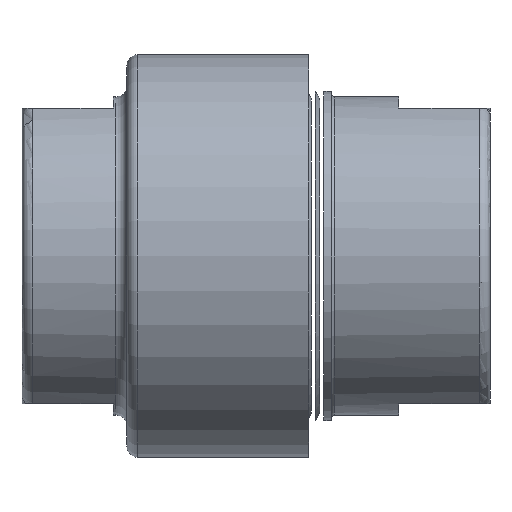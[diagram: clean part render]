
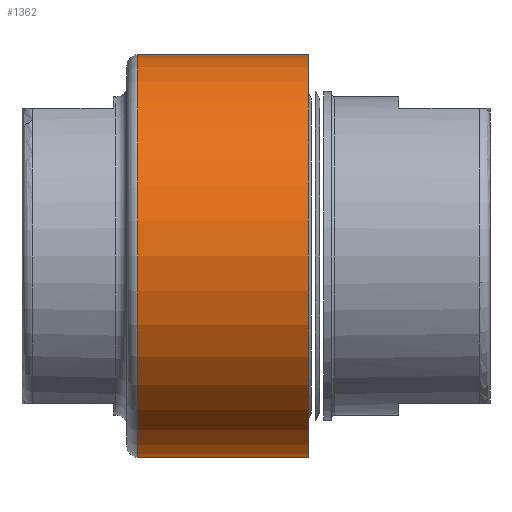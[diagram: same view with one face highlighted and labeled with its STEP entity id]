
A CAD part, left-side view. The second image highlights one B-rep face of the part: STEP entity #1362.
In plain terms, the highlighted cylindrical face has radius 28.08 mm (diameter 56.159 mm), a partial arc.
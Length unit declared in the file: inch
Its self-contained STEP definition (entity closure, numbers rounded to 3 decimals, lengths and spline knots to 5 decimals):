
#12 = ORIENTED_EDGE ( 'NONE', *, *, #264, .F. ) ;
#16 = CYLINDRICAL_SURFACE ( 'NONE', #315, 1.1055 ) ;
#87 = DIRECTION ( 'NONE',  ( 0., 1., 0. ) ) ;
#124 = EDGE_LOOP ( 'NONE', ( #636, #1486, #1444, #12 ) ) ;
#264 = EDGE_CURVE ( 'NONE', #1497, #1737, #1503, .T. ) ;
#315 = AXIS2_PLACEMENT_3D ( 'NONE', #812, #1142, #1850 ) ;
#406 = AXIS2_PLACEMENT_3D ( 'NONE', #685, #1711, #819 ) ;
#464 = CARTESIAN_POINT ( 'NONE',  ( 0., 1.934, 1.1055 ) ) ;
#541 = AXIS2_PLACEMENT_3D ( 'NONE', #1189, #87, #1335 ) ;
#610 = EDGE_CURVE ( 'NONE', #1497, #1627, #1484, .T. ) ;
#636 = ORIENTED_EDGE ( 'NONE', *, *, #610, .T. ) ;
#638 = EDGE_CURVE ( 'NONE', #1627, #1088, #1291, .T. ) ;
#685 = CARTESIAN_POINT ( 'NONE',  ( 0., 1.934, 0. ) ) ;
#812 = CARTESIAN_POINT ( 'NONE',  ( 0., 2.57, 0. ) ) ;
#819 = DIRECTION ( 'NONE',  ( 0., 0., -1. ) ) ;
#941 = EDGE_CURVE ( 'NONE', #1737, #1088, #1803, .T. ) ;
#975 = VECTOR ( 'NONE', #1323, 39.37008 ) ;
#1024 = CARTESIAN_POINT ( 'NONE',  ( 0., 0.994, 1.1055 ) ) ;
#1088 = VERTEX_POINT ( 'NONE', #464 ) ;
#1134 = DIRECTION ( 'NONE',  ( 0., 1., 0. ) ) ;
#1142 = DIRECTION ( 'NONE',  ( 0., 1., 0. ) ) ;
#1189 = CARTESIAN_POINT ( 'NONE',  ( 0., 0.994, 0. ) ) ;
#1258 = VECTOR ( 'NONE', #1134, 39.37008 ) ;
#1291 = LINE ( 'NONE', #1410, #1258 ) ;
#1323 = DIRECTION ( 'NONE',  ( 0., 1., 0. ) ) ;
#1335 = DIRECTION ( 'NONE',  ( 0., 0., -1. ) ) ;
#1362 = ADVANCED_FACE ( 'NONE', ( #1431 ), #16, .T. ) ;
#1410 = CARTESIAN_POINT ( 'NONE',  ( 0., 2.57, 1.1055 ) ) ;
#1431 = FACE_OUTER_BOUND ( 'NONE', #124, .T. ) ;
#1443 = CARTESIAN_POINT ( 'NONE',  ( 0., 2.57, -1.1055 ) ) ;
#1444 = ORIENTED_EDGE ( 'NONE', *, *, #941, .F. ) ;
#1484 = CIRCLE ( 'NONE', #541, 1.1055 ) ;
#1486 = ORIENTED_EDGE ( 'NONE', *, *, #638, .T. ) ;
#1497 = VERTEX_POINT ( 'NONE', #1732 ) ;
#1503 = LINE ( 'NONE', #1443, #975 ) ;
#1627 = VERTEX_POINT ( 'NONE', #1024 ) ;
#1711 = DIRECTION ( 'NONE',  ( 0., 1., 0. ) ) ;
#1732 = CARTESIAN_POINT ( 'NONE',  ( 0., 0.994, -1.1055 ) ) ;
#1737 = VERTEX_POINT ( 'NONE', #1948 ) ;
#1803 = CIRCLE ( 'NONE', #406, 1.1055 ) ;
#1850 = DIRECTION ( 'NONE',  ( 0., 0., -1. ) ) ;
#1948 = CARTESIAN_POINT ( 'NONE',  ( 0., 1.934, -1.1055 ) ) ;
